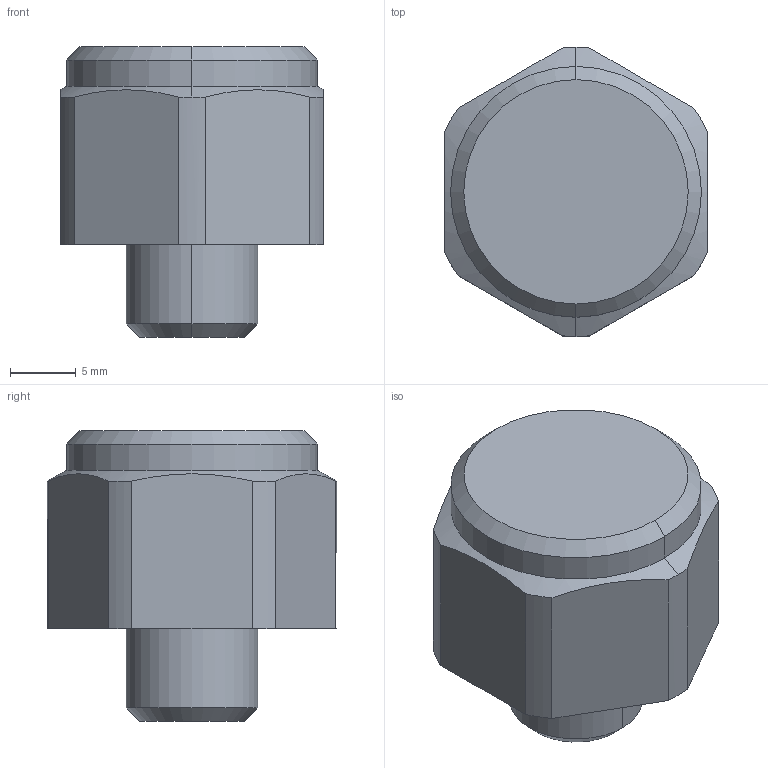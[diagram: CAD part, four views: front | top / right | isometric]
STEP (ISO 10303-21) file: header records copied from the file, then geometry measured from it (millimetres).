
FILE_DESCRIPTION(('STEP AP214'),'1');
FILE_NAME('HALDERN_EH_22690_0032.stp','2017-07-04T09:13:25',('TraceParts'),('TraceParts S.A.'),'Spatial InterOp 3D',' ',' ');
FILE_SCHEMA(('automotive_design'));
Length unit declared in the file: millimetre
Products named in the file (1): HALDERN_EH_22690_0032
Bounding box: 19.92 x 21.9 x 22 mm (x, y, z)
Volume: 5423.2 mm3; surface area: 1802.6 mm2
Topology: 1 solids, 1 shells, 25 faces, 60 edges, 38 vertices
Faces by surface type: cylinder 10, plane 9, cone 6
Entity records: 950 total; most frequent: CARTESIAN_POINT 136, DIRECTION 132, ORIENTED_EDGE 120, EDGE_CURVE 60, AXIS2_PLACEMENT_3D 52, VERTEX_POINT 38, LINE 28, VECTOR 28
